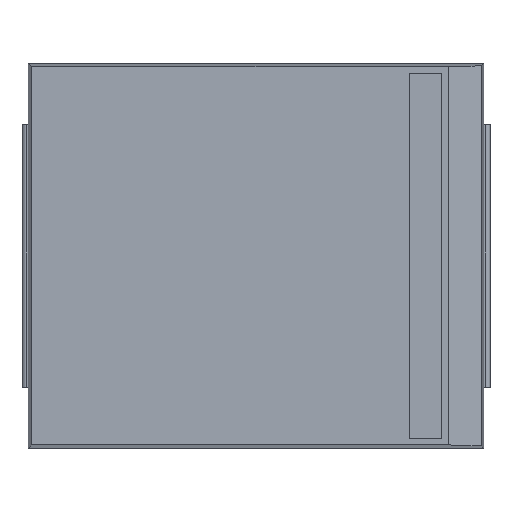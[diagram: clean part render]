
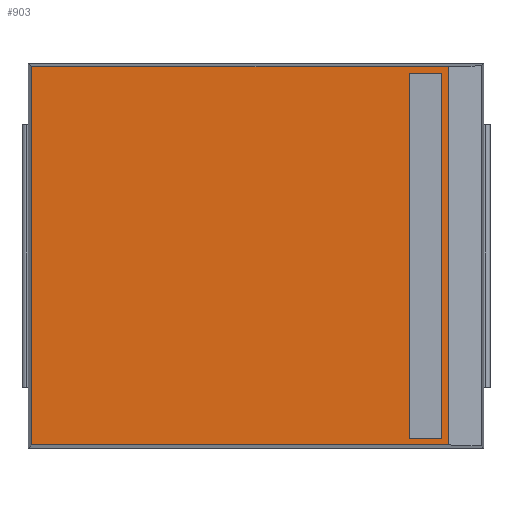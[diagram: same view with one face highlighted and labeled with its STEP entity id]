
A CAD part, top view. The second image highlights one B-rep face of the part: STEP entity #903.
In plain terms, the highlighted planar face has unit normal (0, 0, 1).
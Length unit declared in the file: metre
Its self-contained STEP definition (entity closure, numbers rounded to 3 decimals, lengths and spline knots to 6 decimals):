
#242=ORIENTED_EDGE('',*,*,#402,.T.);
#243=ORIENTED_EDGE('',*,*,#403,.T.);
#244=ORIENTED_EDGE('',*,*,#404,.T.);
#245=ORIENTED_EDGE('',*,*,#405,.T.);
#402=EDGE_CURVE('',#497,#498,#585,.T.);
#403=EDGE_CURVE('',#498,#499,#586,.T.);
#404=EDGE_CURVE('',#499,#500,#587,.T.);
#405=EDGE_CURVE('',#500,#497,#588,.T.);
#497=VERTEX_POINT('',#1499);
#498=VERTEX_POINT('',#1500);
#499=VERTEX_POINT('',#1502);
#500=VERTEX_POINT('',#1504);
#585=LINE('',#1498,#686);
#586=LINE('',#1501,#687);
#587=LINE('',#1503,#688);
#588=LINE('',#1505,#689);
#686=VECTOR('',#1242,1.);
#687=VECTOR('',#1243,1.);
#688=VECTOR('',#1244,1.);
#689=VECTOR('',#1245,1.);
#757=EDGE_LOOP('',(#242,#243,#244,#245));
#810=FACE_BOUND('',#757,.T.);
#851=PLANE('',#1030);
#903=ADVANCED_FACE('',(#810),#851,.T.);
#1030=AXIS2_PLACEMENT_3D('',#1497,#1240,#1241);
#1240=DIRECTION('',(0.,0.,1.));
#1241=DIRECTION('',(1.,0.,0.));
#1242=DIRECTION('',(1.,0.,0.));
#1243=DIRECTION('',(0.,1.,0.));
#1244=DIRECTION('',(-1.,0.,0.));
#1245=DIRECTION('',(0.,-1.,0.));
#1497=CARTESIAN_POINT('',(0.,0.,0.0036));
#1498=CARTESIAN_POINT('',(0.00355,-0.00295,0.0036));
#1499=CARTESIAN_POINT('',(-0.0035,-0.00295,0.0036));
#1500=CARTESIAN_POINT('',(0.003,-0.00295,0.0036));
#1501=CARTESIAN_POINT('',(0.003,0.,0.0036));
#1502=CARTESIAN_POINT('',(0.003,0.00295,0.0036));
#1503=CARTESIAN_POINT('',(0.,0.00295,0.0036));
#1504=CARTESIAN_POINT('',(-0.0035,0.00295,0.0036));
#1505=CARTESIAN_POINT('',(-0.0035,0.,0.0036));
